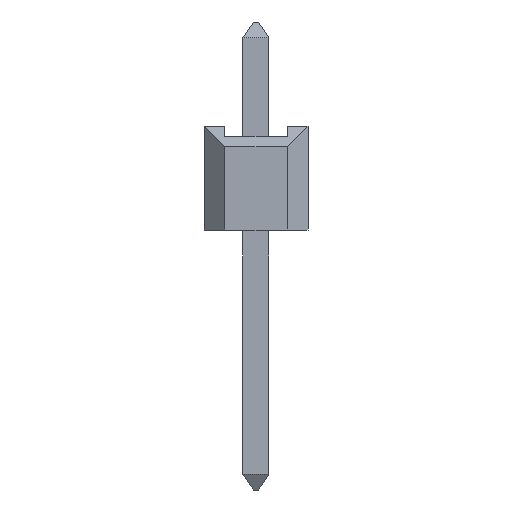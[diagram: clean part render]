
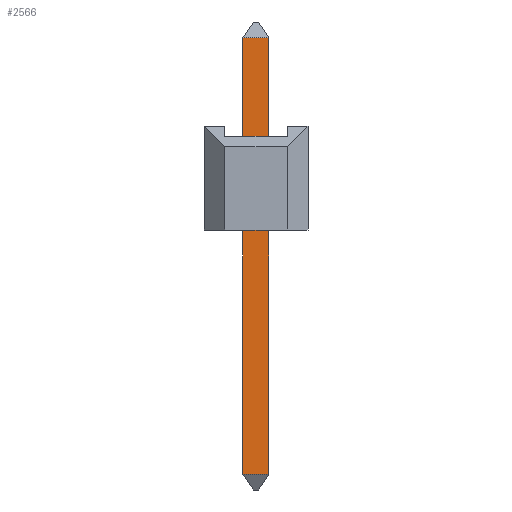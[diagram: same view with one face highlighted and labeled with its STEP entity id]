
A CAD part, front view. The second image highlights one B-rep face of the part: STEP entity #2566.
In plain terms, the highlighted planar face has unit normal (0, -1, 0).
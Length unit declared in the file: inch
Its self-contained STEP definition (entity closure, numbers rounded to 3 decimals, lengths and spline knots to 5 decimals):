
#2566=ADVANCED_FACE('',(#3164),#2872,.T.);
#2872=PLANE('',#7733);
#3164=FACE_OUTER_BOUND('',#3480,.T.);
#3480=EDGE_LOOP('',(#4611,#4612,#4613,#4614));
#4611=ORIENTED_EDGE('',*,*,#5919,.T.);
#4612=ORIENTED_EDGE('',*,*,#5927,.T.);
#4613=ORIENTED_EDGE('',*,*,#5924,.F.);
#4614=ORIENTED_EDGE('',*,*,#5928,.T.);
#5289=VERTEX_POINT('',#10195);
#5290=VERTEX_POINT('',#10197);
#5293=VERTEX_POINT('',#10207);
#5294=VERTEX_POINT('',#10208);
#5919=EDGE_CURVE('',#5290,#5289,#6621,.T.);
#5924=EDGE_CURVE('',#5293,#5294,#6626,.T.);
#5927=EDGE_CURVE('',#5289,#5294,#6629,.T.);
#5928=EDGE_CURVE('',#5293,#5290,#6630,.T.);
#6621=LINE('',#10196,#7323);
#6626=LINE('',#10206,#7328);
#6629=LINE('',#10212,#7331);
#6630=LINE('',#10213,#7332);
#7323=VECTOR('',#8782,1.);
#7328=VECTOR('',#8791,1.);
#7331=VECTOR('',#8796,1.);
#7332=VECTOR('',#8797,1.);
#7733=AXIS2_PLACEMENT_3D('',#10214,#8798,#8799);
#8782=DIRECTION('',(0.,0.,-1.));
#8791=DIRECTION('',(0.,0.,-1.));
#8796=DIRECTION('',(1.,0.,0.));
#8797=DIRECTION('',(-1.,0.,0.));
#8798=DIRECTION('',(0.,-1.,0.));
#8799=DIRECTION('',(0.,0.,-1.));
#10195=CARTESIAN_POINT('',(-0.0125,-0.0125,-0.235));
#10196=CARTESIAN_POINT('',(-0.0125,-0.0125,0.2));
#10197=CARTESIAN_POINT('',(-0.0125,-0.0125,0.185));
#10206=CARTESIAN_POINT('',(0.0125,-0.0125,0.2));
#10207=CARTESIAN_POINT('',(0.0125,-0.0125,0.185));
#10208=CARTESIAN_POINT('',(0.0125,-0.0125,-0.235));
#10212=CARTESIAN_POINT('',(0.0125,-0.0125,-0.235));
#10213=CARTESIAN_POINT('',(-0.0125,-0.0125,0.185));
#10214=CARTESIAN_POINT('',(0.0125,-0.0125,0.2));
